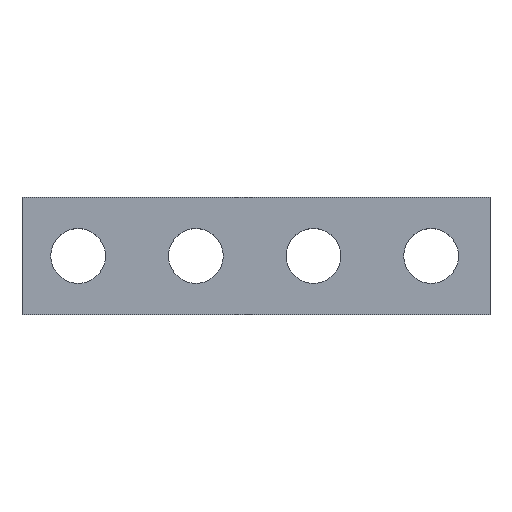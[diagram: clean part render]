
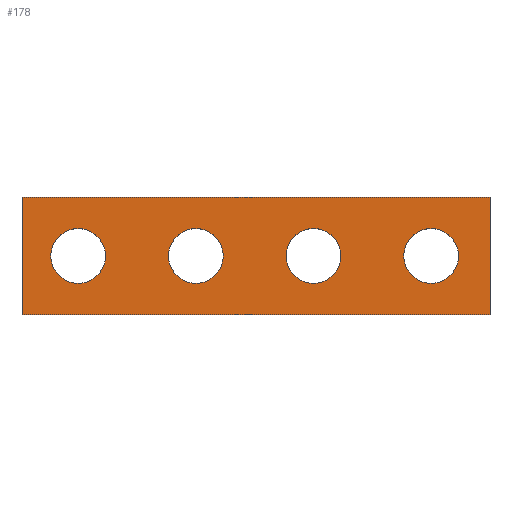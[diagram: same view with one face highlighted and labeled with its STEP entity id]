
A CAD part, top view. The second image highlights one B-rep face of the part: STEP entity #178.
In plain terms, the highlighted planar face has unit normal (0, 0, 1).
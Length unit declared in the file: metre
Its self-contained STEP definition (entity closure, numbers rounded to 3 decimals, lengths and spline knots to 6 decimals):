
#16=CIRCLE('',#202,0.005207);
#17=CIRCLE('',#203,0.005207);
#18=CIRCLE('',#204,0.005207);
#19=CIRCLE('',#205,0.005207);
#40=ORIENTED_EDGE('',*,*,#76,.T.);
#41=ORIENTED_EDGE('',*,*,#77,.T.);
#42=ORIENTED_EDGE('',*,*,#78,.T.);
#43=ORIENTED_EDGE('',*,*,#79,.T.);
#44=ORIENTED_EDGE('',*,*,#66,.F.);
#45=ORIENTED_EDGE('',*,*,#70,.T.);
#46=ORIENTED_EDGE('',*,*,#73,.T.);
#47=ORIENTED_EDGE('',*,*,#75,.F.);
#66=EDGE_CURVE('',#86,#87,#102,.T.);
#70=EDGE_CURVE('',#86,#89,#106,.T.);
#73=EDGE_CURVE('',#89,#91,#109,.T.);
#75=EDGE_CURVE('',#87,#91,#111,.T.);
#76=EDGE_CURVE('',#92,#92,#16,.F.);
#77=EDGE_CURVE('',#93,#93,#17,.F.);
#78=EDGE_CURVE('',#94,#94,#18,.F.);
#79=EDGE_CURVE('',#95,#95,#19,.F.);
#86=VERTEX_POINT('',#271);
#87=VERTEX_POINT('',#273);
#89=VERTEX_POINT('',#279);
#91=VERTEX_POINT('',#285);
#92=VERTEX_POINT('',#292);
#93=VERTEX_POINT('',#294);
#94=VERTEX_POINT('',#296);
#95=VERTEX_POINT('',#298);
#102=LINE('',#272,#114);
#106=LINE('',#280,#118);
#109=LINE('',#286,#121);
#111=LINE('',#289,#123);
#114=VECTOR('',#221,1.);
#118=VECTOR('',#227,1.);
#121=VECTOR('',#232,1.);
#123=VECTOR('',#236,1.);
#128=EDGE_LOOP('',(#40));
#129=EDGE_LOOP('',(#41));
#130=EDGE_LOOP('',(#42));
#131=EDGE_LOOP('',(#43));
#132=EDGE_LOOP('',(#44,#45,#46,#47));
#150=FACE_BOUND('',#128,.T.);
#151=FACE_BOUND('',#129,.T.);
#152=FACE_BOUND('',#130,.T.);
#153=FACE_BOUND('',#131,.T.);
#154=FACE_BOUND('',#132,.T.);
#172=PLANE('',#201);
#178=ADVANCED_FACE('',(#150,#151,#152,#153,#154),#172,.T.);
#201=AXIS2_PLACEMENT_3D('',#290,#237,#238);
#202=AXIS2_PLACEMENT_3D('',#291,#239,#240);
#203=AXIS2_PLACEMENT_3D('',#293,#241,#242);
#204=AXIS2_PLACEMENT_3D('',#295,#243,#244);
#205=AXIS2_PLACEMENT_3D('',#297,#245,#246);
#221=DIRECTION('',(-1.,0.,0.));
#227=DIRECTION('',(0.,1.,0.));
#232=DIRECTION('',(-1.,0.,0.));
#236=DIRECTION('',(0.,1.,0.));
#237=DIRECTION('',(0.,0.,1.));
#238=DIRECTION('',(1.,0.,0.));
#239=DIRECTION('',(0.,0.,1.));
#240=DIRECTION('',(1.,0.,0.));
#241=DIRECTION('',(0.,0.,1.));
#242=DIRECTION('',(1.,0.,0.));
#243=DIRECTION('',(0.,0.,1.));
#244=DIRECTION('',(1.,0.,0.));
#245=DIRECTION('',(0.,0.,1.));
#246=DIRECTION('',(1.,0.,0.));
#271=CARTESIAN_POINT('',(0.04445,-0.011176,0.00425));
#272=CARTESIAN_POINT('',(0.038862,-0.011176,0.00425));
#273=CARTESIAN_POINT('',(-0.04445,-0.011176,0.00425));
#279=CARTESIAN_POINT('',(0.04445,0.011176,0.00425));
#280=CARTESIAN_POINT('',(0.04445,0.,0.00425));
#285=CARTESIAN_POINT('',(-0.04445,0.011176,0.00425));
#286=CARTESIAN_POINT('',(0.038862,0.011176,0.00425));
#289=CARTESIAN_POINT('',(-0.04445,0.,0.00425));
#290=CARTESIAN_POINT('',(0.,0.,0.00425));
#291=CARTESIAN_POINT('',(-0.033782,0.,0.00425));
#292=CARTESIAN_POINT('',(-0.028575,0.,0.00425));
#293=CARTESIAN_POINT('',(-0.01143,0.,0.00425));
#294=CARTESIAN_POINT('',(-0.006223,0.,0.00425));
#295=CARTESIAN_POINT('',(0.010922,0.,0.00425));
#296=CARTESIAN_POINT('',(0.016129,0.,0.00425));
#297=CARTESIAN_POINT('',(0.033274,0.,0.00425));
#298=CARTESIAN_POINT('',(0.038481,0.,0.00425));
